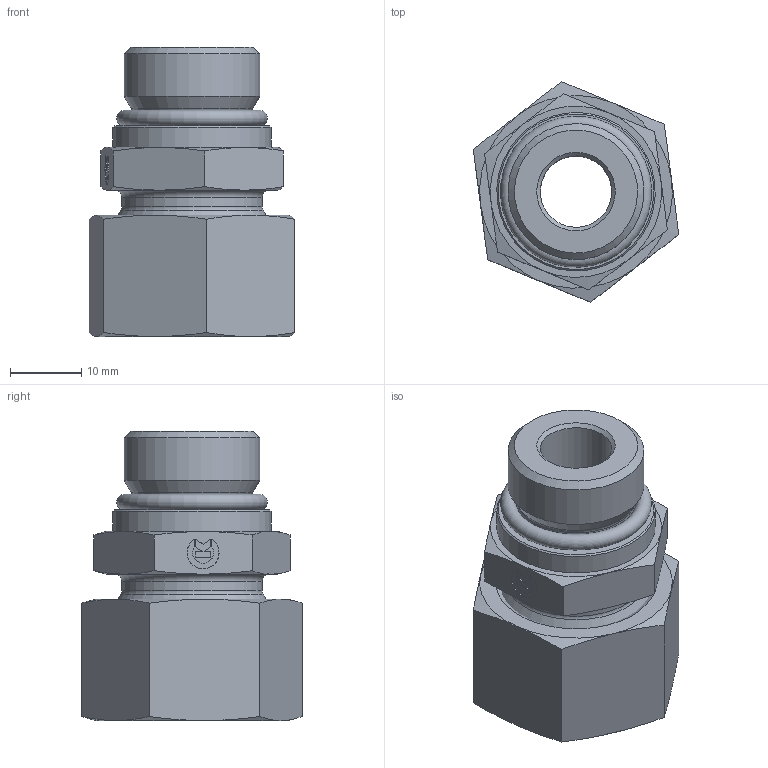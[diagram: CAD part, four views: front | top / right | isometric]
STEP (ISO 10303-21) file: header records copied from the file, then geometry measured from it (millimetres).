
FILE_DESCRIPTION((''),'2;1');
FILE_NAME('18115030422.stp','2014-09-18T11:43:36',(''),('KNOMI spol. s r. o.'),'Autodesk Inventor 2012','Autodesk Inventor 2012','');
FILE_SCHEMA(('AUTOMOTIVE_DESIGN { 1 2 10303 214 0 1 1 1 }'));
Length unit declared in the file: millimetre
Products named in the file (6): PHK-UNF 15L   3/4- 16/M22; 3911522; 40115; PHFUNF; 17315030422; 606163622090
Assembly tree (5 placements, depth 3):
  PHK-UNF 15L   3/4- 16/M22
    3911522
    40115
    PHFUNF
      17315030422
      606163622090
Bounding box: 28.8 x 30.91 x 40.5 mm (x, y, z)
Volume: 14793.3 mm3; surface area: 9026.9 mm2
Topology: 4 solids, 4 shells, 113 faces, 257 edges, 158 vertices
Faces by surface type: plane 52, cone 39, cylinder 16, torus 6
Full cylindrical faces by diameter (mm): 10 x1, 15 x3, 16.76 x1, 17.3 x1, 19.05 x1, 19.7 x1, 20 x1, 20.376 x1, 22 x1, 22.2 x1
Entity records: 3157 total; most frequent: CARTESIAN_POINT 585, DIRECTION 490, ORIENTED_EDGE 432, EDGE_CURVE 216, AXIS2_PLACEMENT_3D 198, EDGE_LOOP 159, VERTEX_POINT 149, STYLED_ITEM 117
